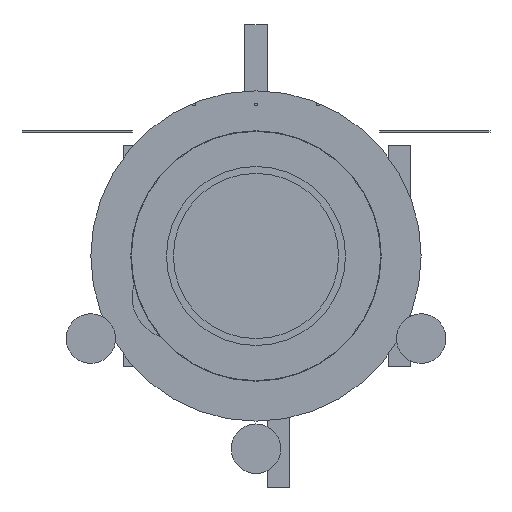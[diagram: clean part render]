
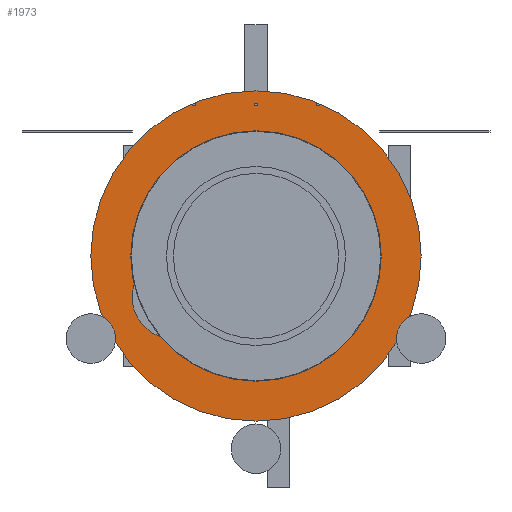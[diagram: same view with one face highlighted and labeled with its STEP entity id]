
A CAD part, left-side view. The second image highlights one B-rep face of the part: STEP entity #1973.
In plain terms, the highlighted planar face has unit normal (-1, 0, 0).
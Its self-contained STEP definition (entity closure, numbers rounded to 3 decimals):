
#1895 = CYLINDRICAL_SURFACE('',#1896,600.);
#1896 = AXIS2_PLACEMENT_3D('',#1897,#1898,#1899);
#1897 = CARTESIAN_POINT('',(1950.,0.,0.));
#1898 = DIRECTION('',(1.,0.,0.));
#1899 = DIRECTION('',(0.,0.,-1.));
#1920 = VERTEX_POINT('',#1921);
#1921 = CARTESIAN_POINT('',(1950.,0.,-600.));
#1942 = EDGE_CURVE('',#1920,#1920,#1943,.T.);
#1943 = SURFACE_CURVE('',#1944,(#1949,#1956),.PCURVE_S1.);
#1944 = CIRCLE('',#1945,600.);
#1945 = AXIS2_PLACEMENT_3D('',#1946,#1947,#1948);
#1946 = CARTESIAN_POINT('',(1950.,0.,0.));
#1947 = DIRECTION('',(1.,-0.,0.));
#1948 = DIRECTION('',(0.,0.,-1.));
#1949 = PCURVE('',#1895,#1950);
#1950 = DEFINITIONAL_REPRESENTATION('',(#1951),#1955);
#1951 = LINE('',#1952,#1953);
#1952 = CARTESIAN_POINT('',(0.,0.));
#1953 = VECTOR('',#1954,1.);
#1954 = DIRECTION('',(1.,0.));
#1955 = ( GEOMETRIC_REPRESENTATION_CONTEXT(2) 
PARAMETRIC_REPRESENTATION_CONTEXT() REPRESENTATION_CONTEXT('2D SPACE',''
  ) );
#1956 = PCURVE('',#1957,#1962);
#1957 = PLANE('',#1958);
#1958 = AXIS2_PLACEMENT_3D('',#1959,#1960,#1961);
#1959 = CARTESIAN_POINT('',(1950.,0.,0.));
#1960 = DIRECTION('',(1.,0.,0.));
#1961 = DIRECTION('',(0.,0.,-1.));
#1962 = DEFINITIONAL_REPRESENTATION('',(#1963),#1967);
#1963 = CIRCLE('',#1964,600.);
#1964 = AXIS2_PLACEMENT_2D('',#1965,#1966);
#1965 = CARTESIAN_POINT('',(0.,0.));
#1966 = DIRECTION('',(1.,0.));
#1967 = ( GEOMETRIC_REPRESENTATION_CONTEXT(2) 
PARAMETRIC_REPRESENTATION_CONTEXT() REPRESENTATION_CONTEXT('2D SPACE',''
  ) );
#1973 = ADVANCED_FACE('',(#1974),#1957,.F.);
#1974 = FACE_BOUND('',#1975,.T.);
#1975 = EDGE_LOOP('',(#1976));
#1976 = ORIENTED_EDGE('',*,*,#1942,.F.);
